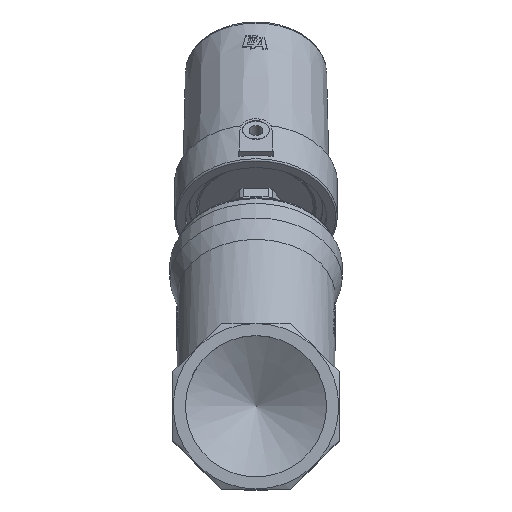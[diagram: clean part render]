
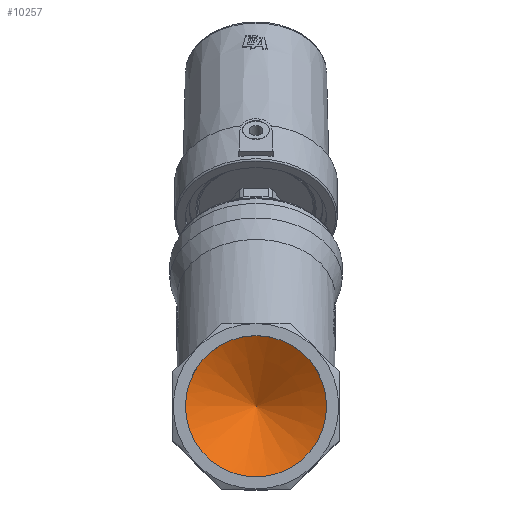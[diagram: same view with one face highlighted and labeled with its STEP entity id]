
A CAD part, top view. The second image highlights one B-rep face of the part: STEP entity #10257.
In plain terms, the highlighted conical face has half-angle 59 degrees and reference radius 21.232 mm.
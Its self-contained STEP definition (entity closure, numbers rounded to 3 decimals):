
#140=CONICAL_SURFACE('',#11127,21.232,1.03);
#567=LINE('',#25307,#1153);
#1153=VECTOR('',#13032,21.232);
#2287=FACE_OUTER_BOUND('',#2906,.T.);
#2906=EDGE_LOOP('',(#8516,#8517,#8518,#8519));
#3668=CIRCLE('',#11128,42.463);
#3669=CIRCLE('',#11129,42.463);
#4625=VERTEX_POINT('',#25303);
#4626=VERTEX_POINT('',#25304);
#4627=VERTEX_POINT('',#25306);
#6013=EDGE_CURVE('',#4625,#4626,#3668,.T.);
#6014=EDGE_CURVE('',#4626,#4627,#567,.T.);
#6015=EDGE_CURVE('',#4626,#4625,#3669,.T.);
#8516=ORIENTED_EDGE('',*,*,#6013,.T.);
#8517=ORIENTED_EDGE('',*,*,#6014,.T.);
#8518=ORIENTED_EDGE('',*,*,#6014,.F.);
#8519=ORIENTED_EDGE('',*,*,#6015,.T.);
#10257=ADVANCED_FACE('',(#2287),#140,.F.);
#11127=AXIS2_PLACEMENT_3D('',#25302,#13028,#13029);
#11128=AXIS2_PLACEMENT_3D('',#25305,#13030,#13031);
#11129=AXIS2_PLACEMENT_3D('',#25308,#13033,#13034);
#13028=DIRECTION('center_axis',(0.,0.,1.));
#13029=DIRECTION('ref_axis',(1.,0.,0.));
#13030=DIRECTION('center_axis',(0.,0.,1.));
#13031=DIRECTION('ref_axis',(1.,0.,0.));
#13032=DIRECTION('',(0.857,0.,-0.515));
#13033=DIRECTION('center_axis',(0.,0.,1.));
#13034=DIRECTION('ref_axis',(1.,0.,0.));
#25302=CARTESIAN_POINT('Origin',(0.,0.,-45.757));
#25303=CARTESIAN_POINT('',(42.463,0.,-33.));
#25304=CARTESIAN_POINT('',(-42.463,0.,-33.));
#25305=CARTESIAN_POINT('Origin',(0.,0.,-33.));
#25306=CARTESIAN_POINT('',(0.,0.,-58.514));
#25307=CARTESIAN_POINT('',(-21.232,0.,-45.757));
#25308=CARTESIAN_POINT('Origin',(0.,0.,-33.));
